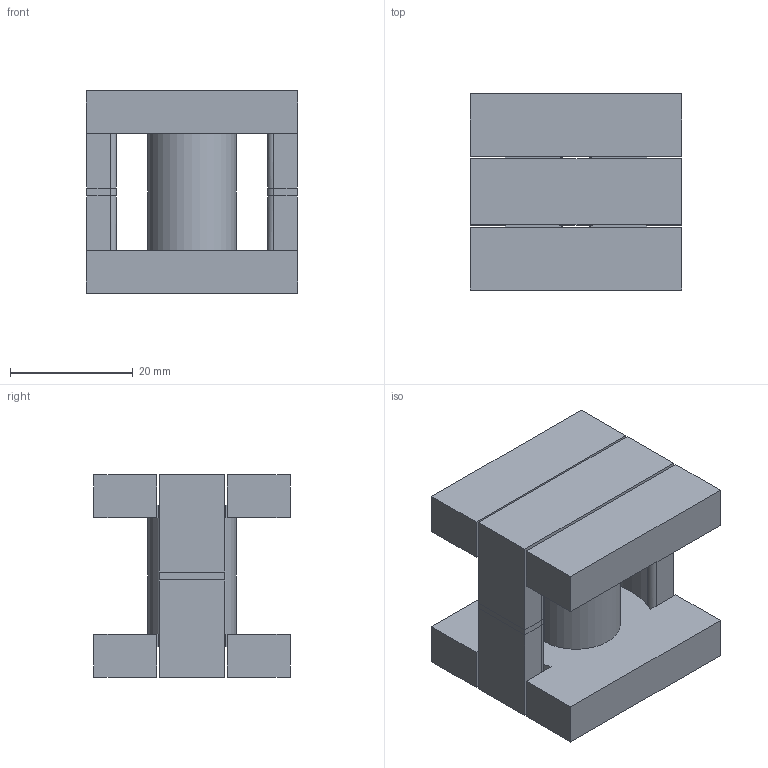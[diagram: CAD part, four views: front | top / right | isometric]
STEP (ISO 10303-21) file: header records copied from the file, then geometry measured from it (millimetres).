
FILE_DESCRIPTION (( 'STEP AP214' ), '1' );
FILE_NAME ('ﾒ瀨瑣ⅱ.STEP', '2022-12-25T08:28:23', ( '' ), ( '' ), 'SwSTEP 2.0', 'SolidWorks 2021', '' );
FILE_SCHEMA (( 'AUTOMOTIVE_DESIGN' ));
Length unit declared in the file: millimetre
Products named in the file (3): ﾑ褞蒟韭; Îñíîâàíèå êàòóøêè òðàíñôðìàòîðà; ﾒ瀨瑣ⅱ
Assembly tree (3 placements, depth 2):
  ﾒ瀨瑣ⅱ
    Îñíîâàíèå êàòóøêè òðàíñôðìàòîðà
    ﾑ褞蒟韭  x2
Bounding box: 34.5 x 32 x 33.2 mm (x, y, z)
Volume: 19690.6 mm3; surface area: 12190.1 mm2
Topology: 3 solids, 3 shells, 92 faces, 258 edges, 172 vertices
Faces by surface type: plane 58, cylinder 34
Entity records: 2440 total; most frequent: CARTESIAN_POINT 478, ORIENTED_EDGE 396, DIRECTION 386, EDGE_CURVE 198, LINE 146, VECTOR 146, VERTEX_POINT 132, AXIS2_PLACEMENT_3D 120
